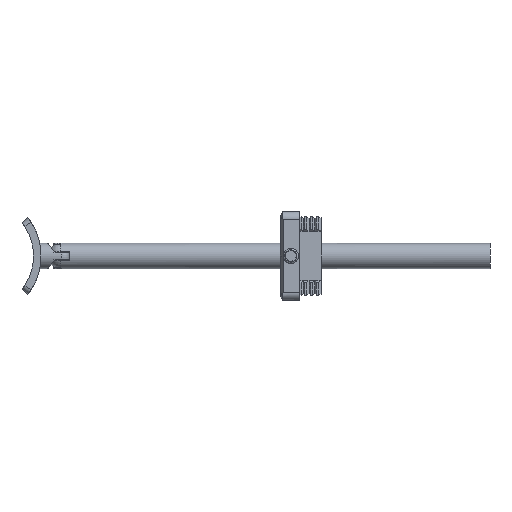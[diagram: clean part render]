
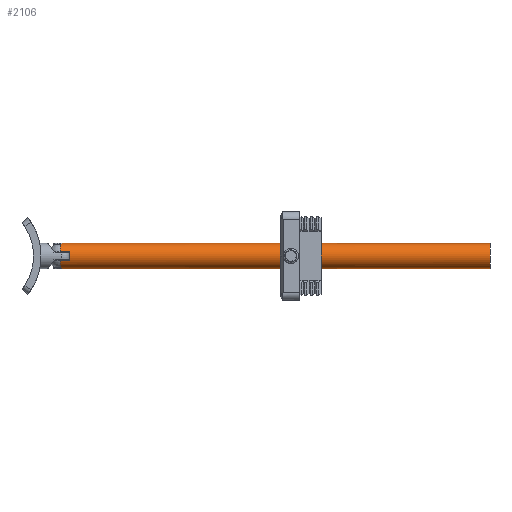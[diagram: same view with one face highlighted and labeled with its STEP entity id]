
A CAD part, front view. The second image highlights one B-rep face of the part: STEP entity #2106.
In plain terms, the highlighted cylindrical face has radius 5 mm (diameter 10 mm), a partial arc.
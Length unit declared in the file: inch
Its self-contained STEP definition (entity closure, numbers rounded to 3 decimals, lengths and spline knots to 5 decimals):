
#67 = ORIENTED_EDGE ( 'NONE', *, *, #1831, .T. ) ;
#348 = VECTOR ( 'NONE', #1125, 39.37008 ) ;
#360 = DIRECTION ( 'NONE',  ( 0., 0., -1. ) ) ;
#579 = VERTEX_POINT ( 'NONE', #5110 ) ;
#596 = DIRECTION ( 'NONE',  ( 1., 0., 0. ) ) ;
#614 = AXIS2_PLACEMENT_3D ( 'NONE', #5320, #3526, #360 ) ;
#679 = EDGE_CURVE ( 'NONE', #6921, #579, #6143, .T. ) ;
#719 = CARTESIAN_POINT ( 'NONE',  ( 0.41339, -0.18645, 0.06315 ) ) ;
#1125 = DIRECTION ( 'NONE',  ( 1., 0., 0. ) ) ;
#1357 = ORIENTED_EDGE ( 'NONE', *, *, #4657, .F. ) ;
#1496 = AXIS2_PLACEMENT_3D ( 'NONE', #3100, #4153, #2493 ) ;
#1558 = VERTEX_POINT ( 'NONE', #4324 ) ;
#1752 = EDGE_CURVE ( 'NONE', #4644, #1558, #6813, .T. ) ;
#1831 = EDGE_CURVE ( 'NONE', #579, #5602, #5881, .T. ) ;
#1912 = DIRECTION ( 'NONE',  ( -1., 0., 0. ) ) ;
#1974 = CARTESIAN_POINT ( 'NONE',  ( 7.08661, 0., 0. ) ) ;
#2008 = EDGE_CURVE ( 'NONE', #5602, #4965, #6587, .T. ) ;
#2106 = ADVANCED_FACE ( 'NONE', ( #3991 ), #4070, .T. ) ;
#2203 = CARTESIAN_POINT ( 'NONE',  ( 0.5596, 0., 0. ) ) ;
#2333 = EDGE_CURVE ( 'NONE', #4463, #3616, #3732, .T. ) ;
#2413 = CARTESIAN_POINT ( 'NONE',  ( 7.08661, 0., 0. ) ) ;
#2455 = AXIS2_PLACEMENT_3D ( 'NONE', #2413, #6694, #3958 ) ;
#2493 = DIRECTION ( 'NONE',  ( 0., 0., -1. ) ) ;
#2661 = ORIENTED_EDGE ( 'NONE', *, *, #4673, .T. ) ;
#2825 = AXIS2_PLACEMENT_3D ( 'NONE', #1974, #5858, #3127 ) ;
#2881 = CARTESIAN_POINT ( 'NONE',  ( 0.5596, -0.18645, 0.06315 ) ) ;
#2928 = ORIENTED_EDGE ( 'NONE', *, *, #679, .T. ) ;
#3032 = CARTESIAN_POINT ( 'NONE',  ( 0.5596, -0.18645, -0.06315 ) ) ;
#3100 = CARTESIAN_POINT ( 'NONE',  ( 0.41339, 0., 0. ) ) ;
#3127 = DIRECTION ( 'NONE',  ( 0., 0., -1. ) ) ;
#3233 = DIRECTION ( 'NONE',  ( -1., 0., 0. ) ) ;
#3526 = DIRECTION ( 'NONE',  ( 1., 0., 0. ) ) ;
#3616 = VERTEX_POINT ( 'NONE', #6460 ) ;
#3732 = LINE ( 'NONE', #6033, #5194 ) ;
#3811 = VECTOR ( 'NONE', #1912, 39.37008 ) ;
#3857 = CIRCLE ( 'NONE', #2825, 0.19685 ) ;
#3884 = CARTESIAN_POINT ( 'NONE',  ( 7.08661, -0.18645, 0.06315 ) ) ;
#3915 = DIRECTION ( 'NONE',  ( -1., 0., 0. ) ) ;
#3958 = DIRECTION ( 'NONE',  ( 0., 0., 1. ) ) ;
#3991 = FACE_OUTER_BOUND ( 'NONE', #6513, .T. ) ;
#4070 = CYLINDRICAL_SURFACE ( 'NONE', #2455, 0.19685 ) ;
#4153 = DIRECTION ( 'NONE',  ( 1., 0., 0. ) ) ;
#4324 = CARTESIAN_POINT ( 'NONE',  ( 0.41339, 0., -0.19685 ) ) ;
#4325 = DIRECTION ( 'NONE',  ( 0., 0., -1. ) ) ;
#4453 = CARTESIAN_POINT ( 'NONE',  ( 7.08661, 0., 0.19685 ) ) ;
#4463 = VERTEX_POINT ( 'NONE', #3032 ) ;
#4541 = CARTESIAN_POINT ( 'NONE',  ( 7.08661, 0., -0.19685 ) ) ;
#4644 = VERTEX_POINT ( 'NONE', #6870 ) ;
#4657 = EDGE_CURVE ( 'NONE', #6921, #4644, #3857, .T. ) ;
#4673 = EDGE_CURVE ( 'NONE', #3616, #1558, #6848, .T. ) ;
#4965 = VERTEX_POINT ( 'NONE', #2881 ) ;
#5110 = CARTESIAN_POINT ( 'NONE',  ( 0.41339, 0., 0.19685 ) ) ;
#5194 = VECTOR ( 'NONE', #3233, 39.37008 ) ;
#5320 = CARTESIAN_POINT ( 'NONE',  ( 0.41339, 0., 0. ) ) ;
#5394 = VECTOR ( 'NONE', #3915, 39.37008 ) ;
#5544 = ORIENTED_EDGE ( 'NONE', *, *, #2333, .T. ) ;
#5602 = VERTEX_POINT ( 'NONE', #719 ) ;
#5858 = DIRECTION ( 'NONE',  ( 1., 0., 0. ) ) ;
#5863 = ORIENTED_EDGE ( 'NONE', *, *, #2008, .T. ) ;
#5881 = CIRCLE ( 'NONE', #1496, 0.19685 ) ;
#5954 = CIRCLE ( 'NONE', #6647, 0.19685 ) ;
#6033 = CARTESIAN_POINT ( 'NONE',  ( 7.08661, -0.18645, -0.06315 ) ) ;
#6143 = LINE ( 'NONE', #4453, #5394 ) ;
#6330 = EDGE_CURVE ( 'NONE', #4965, #4463, #5954, .T. ) ;
#6460 = CARTESIAN_POINT ( 'NONE',  ( 0.41339, -0.18645, -0.06315 ) ) ;
#6513 = EDGE_LOOP ( 'NONE', ( #6556, #1357, #2928, #67, #5863, #6801, #5544, #2661 ) ) ;
#6556 = ORIENTED_EDGE ( 'NONE', *, *, #1752, .F. ) ;
#6587 = LINE ( 'NONE', #3884, #348 ) ;
#6647 = AXIS2_PLACEMENT_3D ( 'NONE', #2203, #596, #4325 ) ;
#6694 = DIRECTION ( 'NONE',  ( -1., 0., 0. ) ) ;
#6801 = ORIENTED_EDGE ( 'NONE', *, *, #6330, .T. ) ;
#6813 = LINE ( 'NONE', #4541, #3811 ) ;
#6848 = CIRCLE ( 'NONE', #614, 0.19685 ) ;
#6870 = CARTESIAN_POINT ( 'NONE',  ( 7.08661, 0., -0.19685 ) ) ;
#6921 = VERTEX_POINT ( 'NONE', #7145 ) ;
#7145 = CARTESIAN_POINT ( 'NONE',  ( 7.08661, 0., 0.19685 ) ) ;
